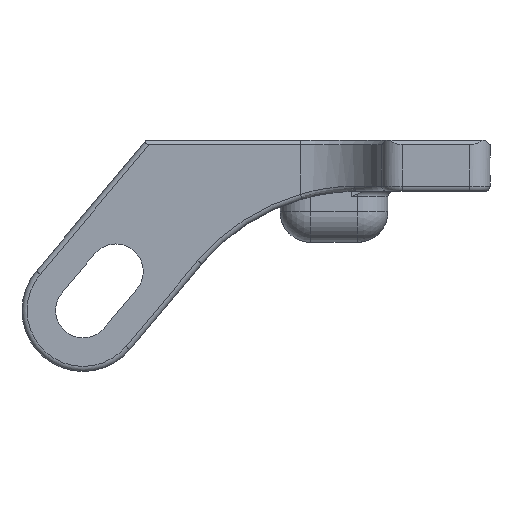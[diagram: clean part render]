
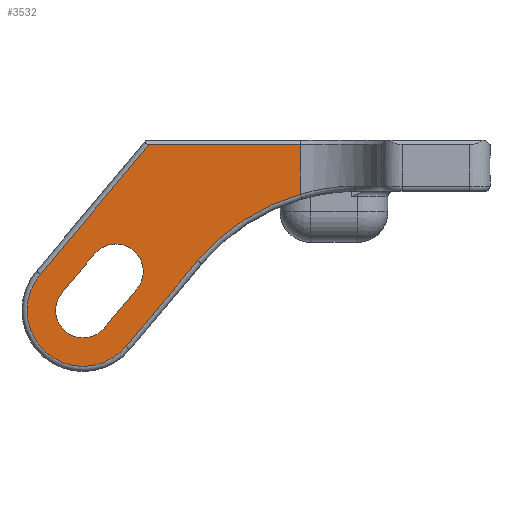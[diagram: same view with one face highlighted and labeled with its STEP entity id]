
A CAD part, left-side view. The second image highlights one B-rep face of the part: STEP entity #3532.
In plain terms, the highlighted planar face has unit normal (-1, 0, 0).
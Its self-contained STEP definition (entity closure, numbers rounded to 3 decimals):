
#24 = VECTOR ( 'NONE', #1352, 1000. ) ;
#28 = AXIS2_PLACEMENT_3D ( 'NONE', #3600, #190, #234 ) ;
#109 = VECTOR ( 'NONE', #1262, 1000. ) ;
#140 = CARTESIAN_POINT ( 'NONE',  ( -87.042, 59.5, -51.195 ) ) ;
#166 = ORIENTED_EDGE ( 'NONE', *, *, #3738, .F. ) ;
#190 = DIRECTION ( 'NONE',  ( -1., 0., 0. ) ) ;
#234 = DIRECTION ( 'NONE',  ( 0., -1., 0. ) ) ;
#244 = EDGE_CURVE ( 'NONE', #4203, #4552, #1063, .T. ) ;
#245 = DIRECTION ( 'NONE',  ( 0., 1., 0. ) ) ;
#267 = CARTESIAN_POINT ( 'NONE',  ( -87.042, 0., -51.195 ) ) ;
#283 = VECTOR ( 'NONE', #245, 1000. ) ;
#302 = CARTESIAN_POINT ( 'NONE',  ( -87.042, 77.633, -38.664 ) ) ;
#326 = ORIENTED_EDGE ( 'NONE', *, *, #244, .T. ) ;
#348 = AXIS2_PLACEMENT_3D ( 'NONE', #1499, #2570, #681 ) ;
#420 = ORIENTED_EDGE ( 'NONE', *, *, #1838, .T. ) ;
#436 = ORIENTED_EDGE ( 'NONE', *, *, #2743, .T. ) ;
#529 = ORIENTED_EDGE ( 'NONE', *, *, #1949, .T. ) ;
#681 = DIRECTION ( 'NONE',  ( 0., -1., 0. ) ) ;
#730 = DIRECTION ( 'NONE',  ( 0., -1., 0. ) ) ;
#738 = AXIS2_PLACEMENT_3D ( 'NONE', #3783, #2239, #4609 ) ;
#777 = EDGE_LOOP ( 'NONE', ( #166, #3750, #4479, #4689, #4560 ) ) ;
#936 = LINE ( 'NONE', #1731, #2331 ) ;
#943 = FACE_BOUND ( 'NONE', #777, .T. ) ;
#1043 = DIRECTION ( 'NONE',  ( 0., -1., 0. ) ) ;
#1063 = CIRCLE ( 'NONE', #348, 20.5 ) ;
#1237 = EDGE_CURVE ( 'NONE', #2612, #3273, #3440, .T. ) ;
#1262 = DIRECTION ( 'NONE',  ( 0., 0., 1. ) ) ;
#1352 = DIRECTION ( 'NONE',  ( 0., -0.643, 0.766 ) ) ;
#1389 = CIRCLE ( 'NONE', #4336, 2.7 ) ;
#1490 = DIRECTION ( 'NONE',  ( -1., 0., 0. ) ) ;
#1499 = CARTESIAN_POINT ( 'NONE',  ( -87.042, 53.876, -53.5 ) ) ;
#1624 = CARTESIAN_POINT ( 'NONE',  ( -87.042, 76.634, -48.73 ) ) ;
#1638 = AXIS2_PLACEMENT_3D ( 'NONE', #2624, #2970, #730 ) ;
#1667 = VERTEX_POINT ( 'NONE', #4321 ) ;
#1668 = CARTESIAN_POINT ( 'NONE',  ( -87.042, 75.565, -43.1 ) ) ;
#1731 = CARTESIAN_POINT ( 'NONE',  ( -87.042, 69.58, -40.323 ) ) ;
#1781 = VERTEX_POINT ( 'NONE', #3901 ) ;
#1838 = EDGE_CURVE ( 'NONE', #4326, #4203, #936, .T. ) ;
#1907 = VERTEX_POINT ( 'NONE', #4722 ) ;
#1933 = VECTOR ( 'NONE', #4818, 1000. ) ;
#1949 = EDGE_CURVE ( 'NONE', #1667, #1907, #2477, .T. ) ;
#2086 = FACE_OUTER_BOUND ( 'NONE', #4332, .T. ) ;
#2156 = EDGE_CURVE ( 'NONE', #4552, #2220, #4311, .T. ) ;
#2220 = VERTEX_POINT ( 'NONE', #4595 ) ;
#2239 = DIRECTION ( 'NONE',  ( -1., 0., 0. ) ) ;
#2306 = ORIENTED_EDGE ( 'NONE', *, *, #4388, .T. ) ;
#2310 = EDGE_CURVE ( 'NONE', #1781, #2612, #2868, .T. ) ;
#2331 = VECTOR ( 'NONE', #3245, 1000. ) ;
#2399 = CARTESIAN_POINT ( 'NONE',  ( -87.042, 82.916, -43.459 ) ) ;
#2477 = LINE ( 'NONE', #4040, #1933 ) ;
#2498 = CIRCLE ( 'NONE', #28, 5.5 ) ;
#2570 = DIRECTION ( 'NONE',  ( 1., 0., 0. ) ) ;
#2612 = VERTEX_POINT ( 'NONE', #1668 ) ;
#2624 = CARTESIAN_POINT ( 'NONE',  ( -87.042, 80.847, -45.195 ) ) ;
#2731 = CARTESIAN_POINT ( 'NONE',  ( -87.042, 59.5, -33.787 ) ) ;
#2743 = EDGE_CURVE ( 'NONE', #1907, #4326, #2498, .T. ) ;
#2868 = LINE ( 'NONE', #3572, #24 ) ;
#2886 = CARTESIAN_POINT ( 'NONE',  ( -87.042, 74.671, -28.9 ) ) ;
#2970 = DIRECTION ( 'NONE',  ( -1., 0., 0. ) ) ;
#2992 = CARTESIAN_POINT ( 'NONE',  ( -87.042, 82.916, -43.459 ) ) ;
#3179 = VERTEX_POINT ( 'NONE', #2992 ) ;
#3245 = DIRECTION ( 'NONE',  ( 0., -0.643, 0.766 ) ) ;
#3273 = VERTEX_POINT ( 'NONE', #302 ) ;
#3290 = DIRECTION ( 'NONE',  ( -1., 0., 0. ) ) ;
#3406 = LINE ( 'NONE', #2886, #283 ) ;
#3440 = CIRCLE ( 'NONE', #738, 2.7 ) ;
#3462 = CIRCLE ( 'NONE', #1638, 2.7 ) ;
#3532 = ADVANCED_FACE ( 'NONE', ( #943, #2086 ), #3609, .T. ) ;
#3572 = CARTESIAN_POINT ( 'NONE',  ( -87.042, 78.779, -46.93 ) ) ;
#3600 = CARTESIAN_POINT ( 'NONE',  ( -87.042, 80.847, -45.195 ) ) ;
#3609 = PLANE ( 'NONE',  #4170 ) ;
#3620 = LINE ( 'NONE', #2399, #3692 ) ;
#3692 = VECTOR ( 'NONE', #3968, 1000. ) ;
#3738 = EDGE_CURVE ( 'NONE', #3824, #3179, #3620, .T. ) ;
#3750 = ORIENTED_EDGE ( 'NONE', *, *, #3880, .F. ) ;
#3783 = CARTESIAN_POINT ( 'NONE',  ( -87.042, 77.633, -41.364 ) ) ;
#3812 = EDGE_CURVE ( 'NONE', #3179, #1781, #3462, .T. ) ;
#3814 = CARTESIAN_POINT ( 'NONE',  ( -87.042, 69.58, -40.323 ) ) ;
#3824 = VERTEX_POINT ( 'NONE', #4091 ) ;
#3880 = EDGE_CURVE ( 'NONE', #3273, #3824, #1389, .T. ) ;
#3901 = CARTESIAN_POINT ( 'NONE',  ( -87.042, 78.779, -46.93 ) ) ;
#3968 = DIRECTION ( 'NONE',  ( 0., 0.643, -0.766 ) ) ;
#4040 = CARTESIAN_POINT ( 'NONE',  ( -87.042, 85.061, -41.659 ) ) ;
#4091 = CARTESIAN_POINT ( 'NONE',  ( -87.042, 79.702, -39.629 ) ) ;
#4170 = AXIS2_PLACEMENT_3D ( 'NONE', #267, #1490, #1043 ) ;
#4203 = VERTEX_POINT ( 'NONE', #3814 ) ;
#4311 = LINE ( 'NONE', #140, #109 ) ;
#4321 = CARTESIAN_POINT ( 'NONE',  ( -87.042, 74.354, -28.9 ) ) ;
#4326 = VERTEX_POINT ( 'NONE', #1624 ) ;
#4332 = EDGE_LOOP ( 'NONE', ( #2306, #529, #436, #420, #326, #4577 ) ) ;
#4336 = AXIS2_PLACEMENT_3D ( 'NONE', #4522, #3290, #4413 ) ;
#4388 = EDGE_CURVE ( 'NONE', #2220, #1667, #3406, .T. ) ;
#4413 = DIRECTION ( 'NONE',  ( 0., -1., 0. ) ) ;
#4479 = ORIENTED_EDGE ( 'NONE', *, *, #1237, .F. ) ;
#4522 = CARTESIAN_POINT ( 'NONE',  ( -87.042, 77.633, -41.364 ) ) ;
#4552 = VERTEX_POINT ( 'NONE', #2731 ) ;
#4560 = ORIENTED_EDGE ( 'NONE', *, *, #3812, .F. ) ;
#4577 = ORIENTED_EDGE ( 'NONE', *, *, #2156, .T. ) ;
#4595 = CARTESIAN_POINT ( 'NONE',  ( -87.042, 59.5, -28.9 ) ) ;
#4609 = DIRECTION ( 'NONE',  ( 0., -1., 0. ) ) ;
#4689 = ORIENTED_EDGE ( 'NONE', *, *, #2310, .F. ) ;
#4722 = CARTESIAN_POINT ( 'NONE',  ( -87.042, 85.061, -41.659 ) ) ;
#4818 = DIRECTION ( 'NONE',  ( 0., 0.643, -0.766 ) ) ;
